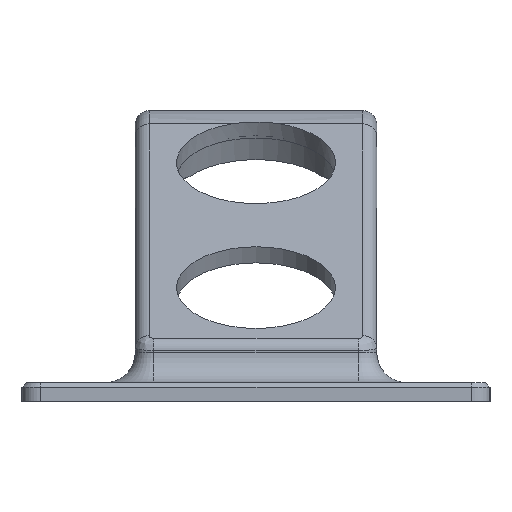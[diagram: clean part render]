
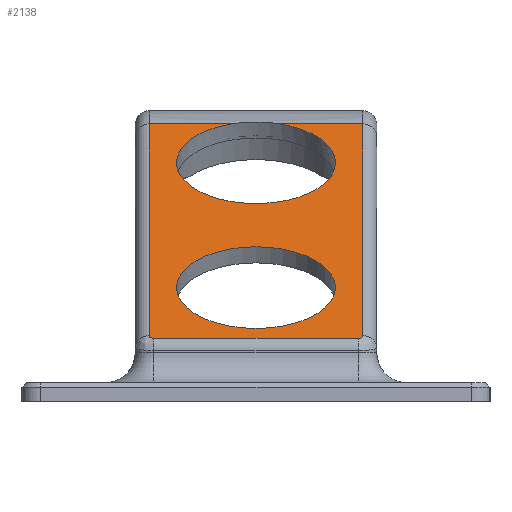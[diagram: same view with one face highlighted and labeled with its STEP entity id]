
A CAD part, left-side view. The second image highlights one B-rep face of the part: STEP entity #2138.
In plain terms, the highlighted face is planar.
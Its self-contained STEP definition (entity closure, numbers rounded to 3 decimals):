
#30=FACE_BOUND('',#282,.T.);
#69=PLANE('',#2307);
#118=ELLIPSE('',#2258,0.583,0.5);
#125=ELLIPSE('',#2297,0.583,0.5);
#157=FACE_OUTER_BOUND('',#281,.T.);
#281=EDGE_LOOP('',(#1510,#1511,#1512,#1513,#1514,#1515,#1516,#1517,#1518));
#282=EDGE_LOOP('',(#1519));
#413=LINE('',#3269,#571);
#414=LINE('',#3304,#572);
#426=LINE('',#3424,#584);
#439=LINE('',#3491,#597);
#440=LINE('',#3503,#598);
#571=VECTOR('',#2546,10.);
#572=VECTOR('',#2557,10.);
#584=VECTOR('',#2637,10.);
#597=VECTOR('',#2672,10.);
#598=VECTOR('',#2673,10.);
#754=CIRCLE('',#2308,8.5);
#755=CIRCLE('',#2309,8.5);
#756=CIRCLE('',#2310,8.5);
#876=VERTEX_POINT('',#3262);
#879=VERTEX_POINT('',#3267);
#881=VERTEX_POINT('',#3296);
#883=VERTEX_POINT('',#3302);
#905=VERTEX_POINT('',#3416);
#907=VERTEX_POINT('',#3422);
#915=VERTEX_POINT('',#3490);
#916=VERTEX_POINT('',#3492);
#917=VERTEX_POINT('',#3505);
#918=VERTEX_POINT('',#3508);
#1089=EDGE_CURVE('',#879,#876,#413,.T.);
#1091=EDGE_CURVE('',#881,#879,#118,.T.);
#1094=EDGE_CURVE('',#883,#881,#414,.T.);
#1130=EDGE_CURVE('',#907,#905,#426,.T.);
#1133=EDGE_CURVE('',#876,#907,#125,.T.);
#1148=EDGE_CURVE('',#905,#915,#439,.T.);
#1150=EDGE_CURVE('',#916,#883,#440,.T.);
#1151=EDGE_CURVE('',#916,#917,#754,.T.);
#1152=EDGE_CURVE('',#917,#915,#755,.T.);
#1153=EDGE_CURVE('',#918,#918,#756,.T.);
#1510=ORIENTED_EDGE('',*,*,#1130,.F.);
#1511=ORIENTED_EDGE('',*,*,#1133,.F.);
#1512=ORIENTED_EDGE('',*,*,#1089,.F.);
#1513=ORIENTED_EDGE('',*,*,#1091,.F.);
#1514=ORIENTED_EDGE('',*,*,#1094,.F.);
#1515=ORIENTED_EDGE('',*,*,#1150,.F.);
#1516=ORIENTED_EDGE('',*,*,#1151,.T.);
#1517=ORIENTED_EDGE('',*,*,#1152,.T.);
#1518=ORIENTED_EDGE('',*,*,#1148,.F.);
#1519=ORIENTED_EDGE('',*,*,#1153,.T.);
#2138=ADVANCED_FACE('',(#157,#30),#69,.T.);
#2258=AXIS2_PLACEMENT_3D('',#3298,#2549,#2550);
#2297=AXIS2_PLACEMENT_3D('',#3452,#2641,#2642);
#2307=AXIS2_PLACEMENT_3D('',#3504,#2674,#2675);
#2308=AXIS2_PLACEMENT_3D('',#3506,#2676,#2677);
#2309=AXIS2_PLACEMENT_3D('',#3507,#2678,#2679);
#2310=AXIS2_PLACEMENT_3D('',#3509,#2680,#2681);
#2546=DIRECTION('',(0.,0.,-1.));
#2549=DIRECTION('center_axis',(0.513,-0.858,0.));
#2550=DIRECTION('ref_axis',(-0.858,-0.513,0.));
#2557=DIRECTION('',(-0.858,-0.513,0.));
#2637=DIRECTION('',(0.858,0.513,0.));
#2641=DIRECTION('center_axis',(0.513,-0.858,0.));
#2642=DIRECTION('ref_axis',(-0.858,-0.513,0.));
#2672=DIRECTION('',(0.,0.,1.));
#2673=DIRECTION('',(0.,0.,1.));
#2674=DIRECTION('center_axis',(-0.513,0.858,0.));
#2675=DIRECTION('ref_axis',(-0.858,-0.513,0.));
#2676=DIRECTION('center_axis',(0.513,-0.858,0.));
#2677=DIRECTION('ref_axis',(0.,0.,-1.));
#2678=DIRECTION('center_axis',(0.513,-0.858,0.));
#2679=DIRECTION('ref_axis',(0.,0.,-1.));
#2680=DIRECTION('center_axis',(0.513,-0.858,0.));
#2681=DIRECTION('ref_axis',(0.,0.,-1.));
#3262=CARTESIAN_POINT('',(43.652,48.301,-9.52));
#3267=CARTESIAN_POINT('',(43.652,48.301,12.28));
#3269=CARTESIAN_POINT('',(43.652,48.301,-9.52));
#3296=CARTESIAN_POINT('',(44.152,48.6,12.78));
#3298=CARTESIAN_POINT('Origin',(44.152,48.6,12.28));
#3302=CARTESIAN_POINT('',(82.,71.221,12.78));
#3304=CARTESIAN_POINT('',(73.984,66.43,12.78));
#3416=CARTESIAN_POINT('',(82.,71.221,-10.02));
#3422=CARTESIAN_POINT('',(44.152,48.6,-10.02));
#3424=CARTESIAN_POINT('',(73.984,66.43,-10.02));
#3452=CARTESIAN_POINT('Origin',(44.152,48.6,-9.52));
#3490=CARTESIAN_POINT('',(82.,71.221,-1.224));
#3491=CARTESIAN_POINT('',(82.,71.221,-9.52));
#3492=CARTESIAN_POINT('',(82.,71.221,3.983));
#3503=CARTESIAN_POINT('',(82.,71.221,-9.52));
#3504=CARTESIAN_POINT('Origin',(84.37,72.637,-9.52));
#3505=CARTESIAN_POINT('',(75.055,67.07,9.88));
#3506=CARTESIAN_POINT('Origin',(75.055,67.07,1.38));
#3507=CARTESIAN_POINT('Origin',(75.055,67.07,1.38));
#3508=CARTESIAN_POINT('',(52.737,53.731,9.88));
#3509=CARTESIAN_POINT('Origin',(52.737,53.731,1.38));
